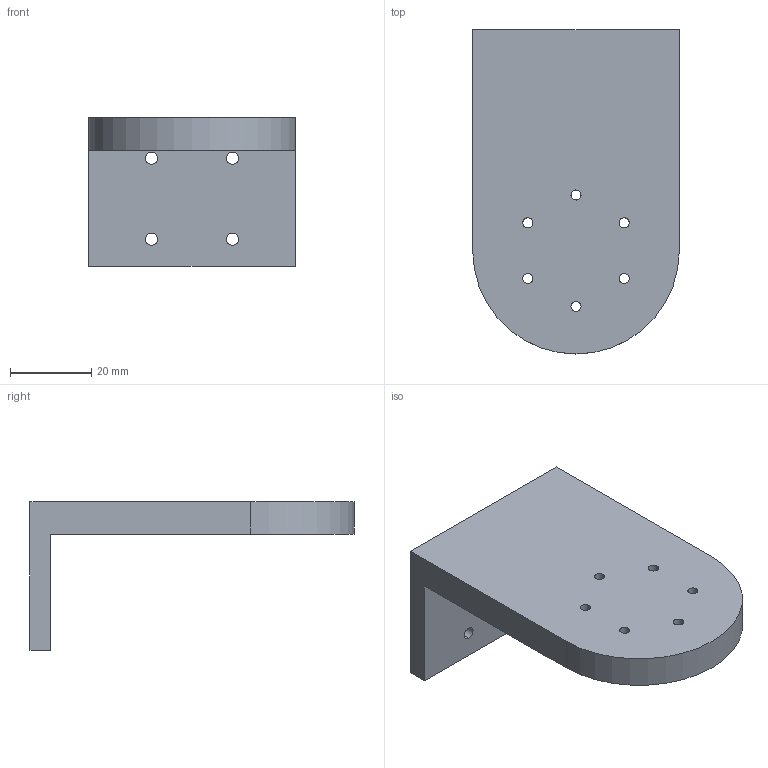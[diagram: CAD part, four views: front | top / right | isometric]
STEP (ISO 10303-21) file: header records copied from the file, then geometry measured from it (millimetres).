
FILE_DESCRIPTION (( 'STEP AP214' ), '1' );
FILE_NAME ('2024.07.31_賅攪堅薑渠3AXIS.STEP', '2024-08-02T08:00:53', ( '' ), ( '' ), 'SwSTEP 2.0', 'SolidWorks 2024', '' );
FILE_SCHEMA (( 'AUTOMOTIVE_DESIGN' ));
Length unit declared in the file: millimetre
Products named in the file (1): 2024.07.31_모터고정대3AXIS
Bounding box: 51 x 80 x 36.7 mm (x, y, z)
Volume: 35483.5 mm3; surface area: 13312.8 mm2
Topology: 1 solids, 1 shells, 31 faces, 84 edges, 56 vertices
Faces by surface type: cylinder 23, plane 8
Entity records: 1067 total; most frequent: DIRECTION 194, CARTESIAN_POINT 172, ORIENTED_EDGE 168, EDGE_CURVE 84, AXIS2_PLACEMENT_3D 78, VERTEX_POINT 56, EDGE_LOOP 52, CIRCLE 46
